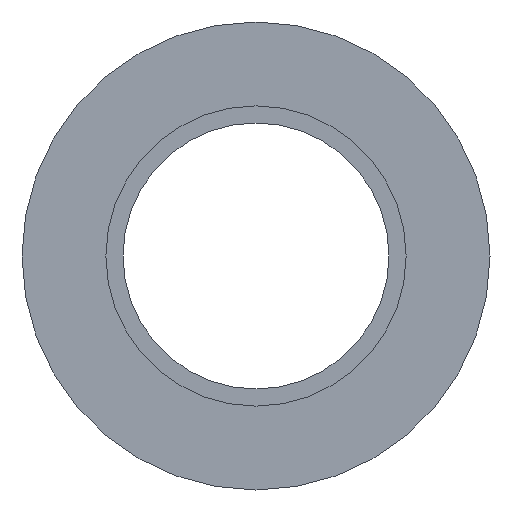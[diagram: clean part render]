
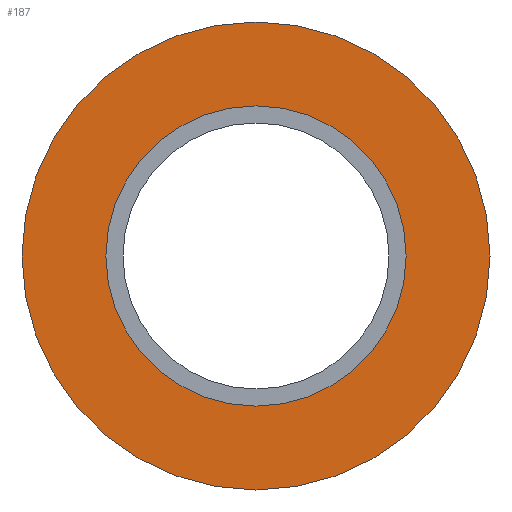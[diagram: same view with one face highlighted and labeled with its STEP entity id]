
A CAD part, left-side view. The second image highlights one B-rep face of the part: STEP entity #187.
In plain terms, the highlighted planar face has unit normal (-1, 0, 0).
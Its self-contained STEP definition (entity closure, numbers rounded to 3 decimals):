
#4 = PLANE ( 'NONE',  #180 ) ;
#8 = CIRCLE ( 'NONE', #119, 20.5 ) ;
#12 = DIRECTION ( 'NONE',  ( 0., 0., 1. ) ) ;
#16 = EDGE_CURVE ( 'NONE', #174, #174, #8, .T. ) ;
#36 = CARTESIAN_POINT ( 'NONE',  ( -17.539, 0., 0. ) ) ;
#44 = DIRECTION ( 'NONE',  ( 1., 0., 0. ) ) ;
#46 = CIRCLE ( 'NONE', #184, 13.15 ) ;
#48 = VERTEX_POINT ( 'NONE', #117 ) ;
#76 = DIRECTION ( 'NONE',  ( -1., 0., 0. ) ) ;
#79 = ORIENTED_EDGE ( 'NONE', *, *, #101, .F. ) ;
#83 = CARTESIAN_POINT ( 'NONE',  ( -17.539, 20.5, 0. ) ) ;
#97 = DIRECTION ( 'NONE',  ( 0., 0., -1. ) ) ;
#101 = EDGE_CURVE ( 'NONE', #48, #48, #46, .T. ) ;
#107 = EDGE_LOOP ( 'NONE', ( #79 ) ) ;
#117 = CARTESIAN_POINT ( 'NONE',  ( -17.539, 0., 13.15 ) ) ;
#118 = CARTESIAN_POINT ( 'NONE',  ( -17.539, 0., 20.5 ) ) ;
#119 = AXIS2_PLACEMENT_3D ( 'NONE', #183, #76, #12 ) ;
#120 = FACE_BOUND ( 'NONE', #107, .T. ) ;
#134 = DIRECTION ( 'NONE',  ( -1., 0., 0. ) ) ;
#142 = FACE_OUTER_BOUND ( 'NONE', #203, .T. ) ;
#154 = DIRECTION ( 'NONE',  ( 0., 0., 1. ) ) ;
#174 = VERTEX_POINT ( 'NONE', #118 ) ;
#180 = AXIS2_PLACEMENT_3D ( 'NONE', #83, #44, #97 ) ;
#183 = CARTESIAN_POINT ( 'NONE',  ( -17.539, 0., 0. ) ) ;
#184 = AXIS2_PLACEMENT_3D ( 'NONE', #36, #134, #154 ) ;
#187 = ADVANCED_FACE ( 'NONE', ( #120, #142 ), #4, .F. ) ;
#200 = ORIENTED_EDGE ( 'NONE', *, *, #16, .T. ) ;
#203 = EDGE_LOOP ( 'NONE', ( #200 ) ) ;
